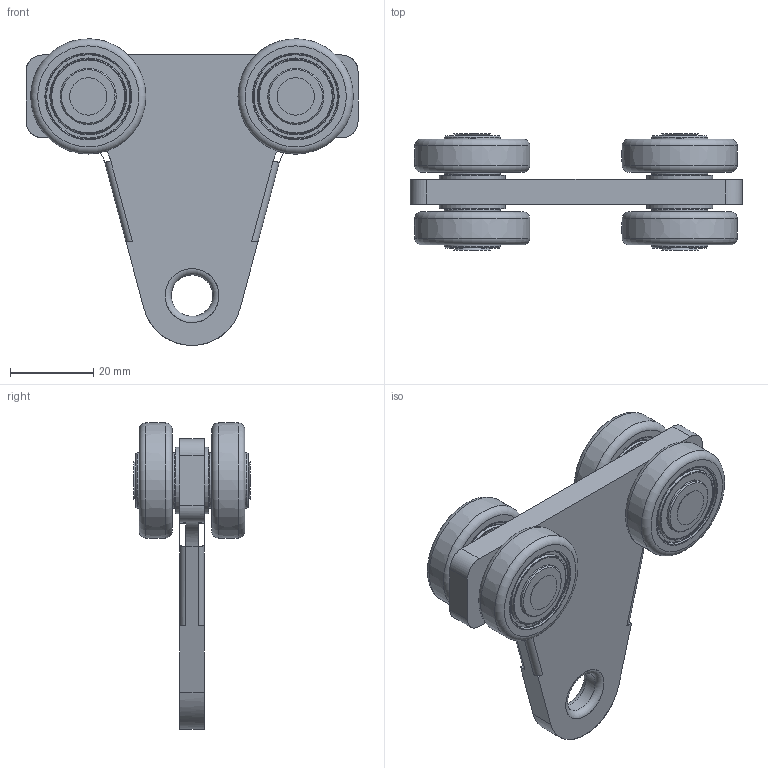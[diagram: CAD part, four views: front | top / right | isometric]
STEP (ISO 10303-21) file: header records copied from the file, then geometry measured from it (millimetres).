
FILE_DESCRIPTION(('STEP AP214'),'1');
FILE_NAME('PMH Åkvagn 1310.stp','2013-08-13T10:00:33',(' '),(' '),'Spatial InterOp 3D',' ',' ');
FILE_SCHEMA(('automotive_design'));
Length unit declared in the file: millimetre
Products named in the file (56): PMH Profilskena akvagn 1310; Part38; Part37; Part36; Part30; Part22; Part21; Part20; Part19; Part18; Part17; Part16; Part15; Part14; Part13; Part12; Part11; Part10; Part9; Part8; Part7; Part6; Part5; Part4; Part3; Part2; Part1
Assembly tree (55 placements, depth 2):
  PMH Profilskena akvagn 1310
    Part38
    Part38
    Part38
    Part38
    Part38
    Part38
    Part38
    Part38
    Part38
    Part38
    Part38
    Part38
    Part38
    Part38
    Part38
    Part38
    Part38
    Part38
    Part38
    Part38
    Part38
    Part38
    Part38
    Part38
    Part38
    Part38
    Part38
    Part38
    Part38
    Part38
    Part37
    Part36
    Part30
    Part22
    Part21
    Part20
    Part19
    Part18
    Part17
    Part16
    Part15
    Part14
    Part13
    Part12
    Part11
    Part10
    Part9
    Part8
    Part7
    Part6
    Part5
    Part4
    Part3
    Part2
    Part1
Bounding box: 80 x 28 x 73.94 mm (x, y, z)
Volume: 21154.4 mm3; surface area: 28975.2 mm2
Topology: 22 solids, 55 shells, 283 faces, 710 edges, 531 vertices
Faces by surface type: plane 93, cylinder 76, torus 74, cone 36, bspline 4
Full cylindrical faces by diameter (mm): 7 x6, 7.2 x6, 10 x1, 13.5 x16, 16 x4, 19.6 x8, 20.5 x8, 20.9 x16
Entity records: 17222 total; most frequent: CARTESIAN_POINT 8398, DIRECTION 1102, ORIENTED_EDGE 732, AXIS2_PLACEMENT_3D 551, EDGE_LOOP 540, EDGE_CURVE 452, VERTEX_POINT 452, FACE_OUTER_BOUND 388
